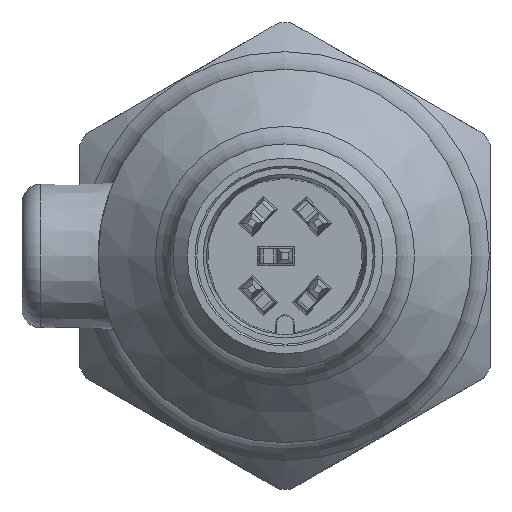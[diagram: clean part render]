
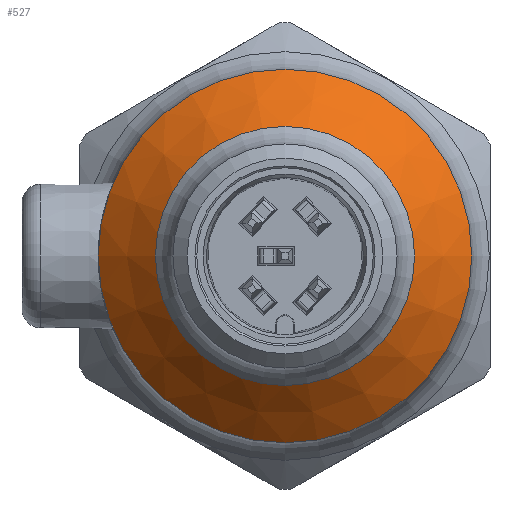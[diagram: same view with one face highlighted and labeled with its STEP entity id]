
A CAD part, left-side view. The second image highlights one B-rep face of the part: STEP entity #527.
In plain terms, the highlighted conical face has half-angle 45 degrees and reference radius 6.937 mm.
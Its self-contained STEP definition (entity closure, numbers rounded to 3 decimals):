
#527 = ADVANCED_FACE( '', ( #1091, #1092 ), #1093, .T. );
#1091 = FACE_OUTER_BOUND( '', #1659, .T. );
#1092 = FACE_BOUND( '', #1660, .T. );
#1093 = CONICAL_SURFACE( '', #1661, 6.937, 0.785 );
#1659 = EDGE_LOOP( '', ( #3113 ) );
#1660 = EDGE_LOOP( '', ( #3114 ) );
#1661 = AXIS2_PLACEMENT_3D( '', #3115, #3116, #3117 );
#3113 = ORIENTED_EDGE( '', *, *, #3669, .F. );
#3114 = ORIENTED_EDGE( '', *, *, #3783, .T. );
#3115 = CARTESIAN_POINT( '', ( -72.563, 0., 0. ) );
#3116 = DIRECTION( '', ( 1., 0., 0. ) );
#3117 = DIRECTION( '', ( 0., 1., 0. ) );
#3669 = EDGE_CURVE( '', #4502, #4502, #4503, .T. );
#3783 = EDGE_CURVE( '', #4637, #4637, #4638, .T. );
#4502 = VERTEX_POINT( '', #5790 );
#4503 = CIRCLE( '', #5791, 10. );
#4637 = VERTEX_POINT( '', #5960 );
#4638 = CIRCLE( '', #5961, 6.937 );
#5790 = CARTESIAN_POINT( '', ( -69.5, 10., 0. ) );
#5791 = AXIS2_PLACEMENT_3D( '', #6524, #6525, #6526 );
#5960 = CARTESIAN_POINT( '', ( -72.563, 6.937, 0. ) );
#5961 = AXIS2_PLACEMENT_3D( '', #6625, #6626, #6627 );
#6524 = CARTESIAN_POINT( '', ( -69.5, 0., 0. ) );
#6525 = DIRECTION( '', ( 1., 0., 0. ) );
#6526 = DIRECTION( '', ( 0., 1., 0. ) );
#6625 = CARTESIAN_POINT( '', ( -72.563, 0., 0. ) );
#6626 = DIRECTION( '', ( 1., 0., 0. ) );
#6627 = DIRECTION( '', ( 0., 1., 0. ) );
